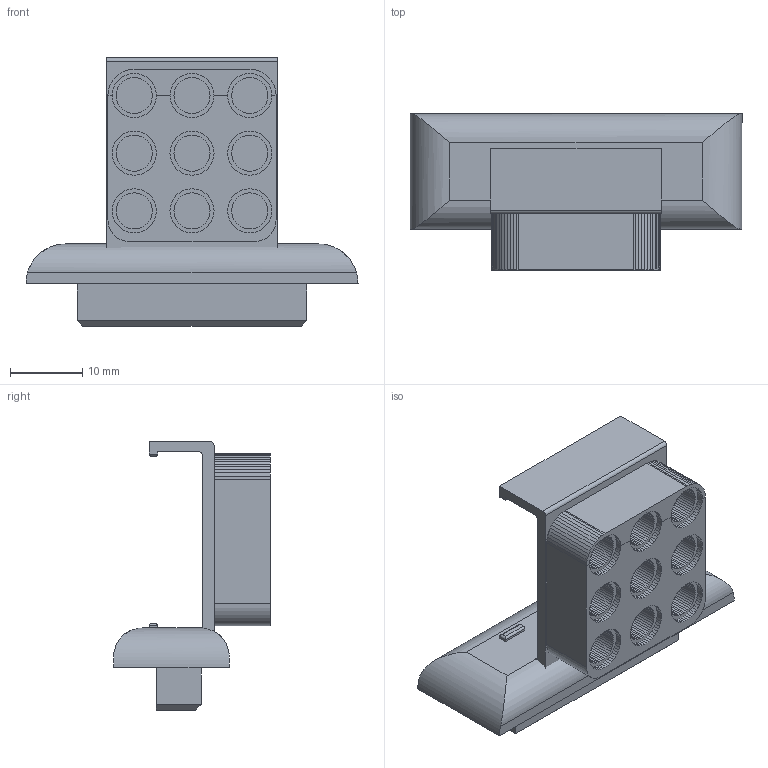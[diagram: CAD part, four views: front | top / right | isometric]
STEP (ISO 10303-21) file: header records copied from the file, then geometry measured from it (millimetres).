
FILE_DESCRIPTION(('STEP AP214'),'1');
FILE_NAME('hat_stick_adapter.stp','2023-02-07T11:47:55',(' '),(' '),'Spatial InterOp 3D',' ',' ');
FILE_SCHEMA(('AUTOMOTIVE_DESIGN { 1 0 10303 214 1 1 1 1 }'));
Length unit declared in the file: metre
Products named in the file (5): hat_stick_adapter; head_adapter_lego_9hole.3; head_adapter_lego_9hole.3 Geometry; head_adapter_org.15
Assembly tree (4 placements, depth 3):
  hat_stick_adapter
    hat_stick_adapter
    head_adapter_lego_9hole.3
      head_adapter_lego_9hole.3 Geometry
      head_adapter_org.15
Bounding box: 46 x 21.7 x 37.2 mm (x, y, z)
Volume: 6952.3 mm3; surface area: 7239.4 mm2
Topology: 3 solids, 3 shells, 1918 faces, 4788 edges, 2885 vertices
Faces by surface type: plane 1890, cylinder 28
Entity records: 70434 total; most frequent: CARTESIAN_POINT 10067, ORIENTED_EDGE 9638, DIRECTION 8440, EDGE_CURVE 4819, LINE 4450, VECTOR 4450, VERTEX_POINT 2946, AXIS2_PLACEMENT_3D 1995
